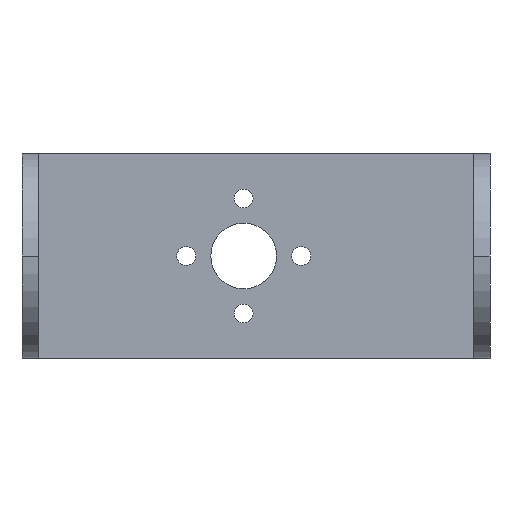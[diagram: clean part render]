
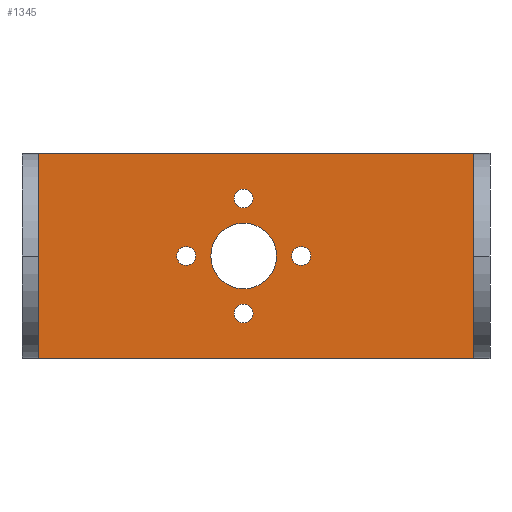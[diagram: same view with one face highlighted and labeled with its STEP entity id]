
A CAD part, front view. The second image highlights one B-rep face of the part: STEP entity #1345.
In plain terms, the highlighted planar face has unit normal (0, -1, 0).
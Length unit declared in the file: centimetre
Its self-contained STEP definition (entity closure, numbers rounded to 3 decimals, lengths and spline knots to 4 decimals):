
#5 = CARTESIAN_POINT ( 'NONE',  ( -5.4926, 4.339, 0.435 ) ) ;
#6 = VERTEX_POINT ( 'NONE', #248 ) ;
#22 = CIRCLE ( 'NONE', #904, 0.4 ) ;
#35 = CARTESIAN_POINT ( 'NONE',  ( -5.4926, 4.339, 1.835 ) ) ;
#49 = CARTESIAN_POINT ( 'NONE',  ( -7.9926, 4.339, 0. ) ) ;
#54 = DIRECTION ( 'NONE',  ( 0., 0., 1. ) ) ;
#69 = ORIENTED_EDGE ( 'NONE', *, *, #969, .T. ) ;
#71 = FACE_BOUND ( 'NONE', #1409, .T. ) ;
#77 = CARTESIAN_POINT ( 'NONE',  ( -4.7926, 4.339, 1.25 ) ) ;
#78 = FACE_BOUND ( 'NONE', #79, .T. ) ;
#79 = EDGE_LOOP ( 'NONE', ( #1237, #555 ) ) ;
#99 = VERTEX_POINT ( 'NONE', #947 ) ;
#105 = DIRECTION ( 'NONE',  ( 0., 0., 1. ) ) ;
#123 = DIRECTION ( 'NONE',  ( 0., 0., 1. ) ) ;
#139 = EDGE_CURVE ( 'NONE', #1166, #6, #1329, .T. ) ;
#141 = AXIS2_PLACEMENT_3D ( 'NONE', #550, #1521, #814 ) ;
#142 = LINE ( 'NONE', #715, #581 ) ;
#182 = ORIENTED_EDGE ( 'NONE', *, *, #962, .T. ) ;
#192 = EDGE_CURVE ( 'NONE', #907, #1511, #1093, .T. ) ;
#199 = CARTESIAN_POINT ( 'NONE',  ( -4.7926, 4.339, 1.135 ) ) ;
#207 = DIRECTION ( 'NONE',  ( 0., 1., 0. ) ) ;
#228 = PLANE ( 'NONE',  #1282 ) ;
#242 = EDGE_CURVE ( 'NONE', #596, #822, #142, .T. ) ;
#248 = CARTESIAN_POINT ( 'NONE',  ( -5.4926, 4.339, 0.665 ) ) ;
#249 = CARTESIAN_POINT ( 'NONE',  ( -5.4926, 4.339, 1.25 ) ) ;
#259 = ORIENTED_EDGE ( 'NONE', *, *, #242, .F. ) ;
#269 = DIRECTION ( 'NONE',  ( 0., 1., 0. ) ) ;
#279 = ORIENTED_EDGE ( 'NONE', *, *, #327, .T. ) ;
#296 = AXIS2_PLACEMENT_3D ( 'NONE', #1132, #993, #54 ) ;
#300 = CARTESIAN_POINT ( 'NONE',  ( -5.4926, 4.339, 1.65 ) ) ;
#302 = CIRCLE ( 'NONE', #847, 0.115 ) ;
#313 = DIRECTION ( 'NONE',  ( 0., 0., 1. ) ) ;
#316 = CARTESIAN_POINT ( 'NONE',  ( -6.1926, 4.339, 1.25 ) ) ;
#318 = CARTESIAN_POINT ( 'NONE',  ( -2.6926, 4.339, 2.5 ) ) ;
#327 = EDGE_CURVE ( 'NONE', #340, #490, #763, .T. ) ;
#340 = VERTEX_POINT ( 'NONE', #35 ) ;
#374 = CIRCLE ( 'NONE', #1403, 0.115 ) ;
#395 = CIRCLE ( 'NONE', #1276, 0.115 ) ;
#401 = EDGE_CURVE ( 'NONE', #1406, #99, #395, .T. ) ;
#415 = AXIS2_PLACEMENT_3D ( 'NONE', #1264, #1160, #1271 ) ;
#418 = CARTESIAN_POINT ( 'NONE',  ( -2.6926, 4.339, 0. ) ) ;
#431 = DIRECTION ( 'NONE',  ( 0., 0., 1. ) ) ;
#433 = DIRECTION ( 'NONE',  ( 0., 0., 1. ) ) ;
#442 = DIRECTION ( 'NONE',  ( 0., 1., 0. ) ) ;
#461 = CIRCLE ( 'NONE', #658, 0.115 ) ;
#473 = ORIENTED_EDGE ( 'NONE', *, *, #192, .T. ) ;
#481 = EDGE_LOOP ( 'NONE', ( #1338, #259, #1062, #473 ) ) ;
#485 = EDGE_CURVE ( 'NONE', #964, #1063, #1546, .T. ) ;
#490 = VERTEX_POINT ( 'NONE', #495 ) ;
#495 = CARTESIAN_POINT ( 'NONE',  ( -5.4926, 4.339, 2.065 ) ) ;
#508 = DIRECTION ( 'NONE',  ( 0., 0., 1. ) ) ;
#515 = DIRECTION ( 'NONE',  ( 1., 0., 0. ) ) ;
#546 = FACE_OUTER_BOUND ( 'NONE', #481, .T. ) ;
#550 = CARTESIAN_POINT ( 'NONE',  ( -5.4926, 4.339, 0.55 ) ) ;
#553 = VECTOR ( 'NONE', #1217, 100. ) ;
#555 = ORIENTED_EDGE ( 'NONE', *, *, #1389, .T. ) ;
#561 = ORIENTED_EDGE ( 'NONE', *, *, #139, .T. ) ;
#566 = CARTESIAN_POINT ( 'NONE',  ( -7.9926, 4.339, 0. ) ) ;
#581 = VECTOR ( 'NONE', #963, 100. ) ;
#592 = CARTESIAN_POINT ( 'NONE',  ( -7.9926, 4.339, 2.5 ) ) ;
#596 = VERTEX_POINT ( 'NONE', #318 ) ;
#603 = LINE ( 'NONE', #1349, #794 ) ;
#612 = LINE ( 'NONE', #49, #702 ) ;
#637 = AXIS2_PLACEMENT_3D ( 'NONE', #249, #1216, #508 ) ;
#641 = ORIENTED_EDGE ( 'NONE', *, *, #766, .T. ) ;
#658 = AXIS2_PLACEMENT_3D ( 'NONE', #77, #207, #431 ) ;
#701 = CARTESIAN_POINT ( 'NONE',  ( -5.4926, 4.339, 1.95 ) ) ;
#702 = VECTOR ( 'NONE', #515, 100. ) ;
#707 = EDGE_CURVE ( 'NONE', #1181, #1346, #461, .T. ) ;
#714 = CIRCLE ( 'NONE', #1334, 0.115 ) ;
#715 = CARTESIAN_POINT ( 'NONE',  ( -2.6926, 4.339, 2.5 ) ) ;
#735 = ORIENTED_EDGE ( 'NONE', *, *, #1353, .T. ) ;
#763 = CIRCLE ( 'NONE', #296, 0.115 ) ;
#766 = EDGE_CURVE ( 'NONE', #490, #340, #302, .T. ) ;
#770 = CARTESIAN_POINT ( 'NONE',  ( -4.7926, 4.339, 1.365 ) ) ;
#792 = DIRECTION ( 'NONE',  ( 0., 1., 0. ) ) ;
#794 = VECTOR ( 'NONE', #1088, 100. ) ;
#814 = DIRECTION ( 'NONE',  ( 0., 0., 1. ) ) ;
#822 = VERTEX_POINT ( 'NONE', #418 ) ;
#847 = AXIS2_PLACEMENT_3D ( 'NONE', #701, #1198, #123 ) ;
#887 = CARTESIAN_POINT ( 'NONE',  ( -7.9926, 4.339, 2.5 ) ) ;
#904 = AXIS2_PLACEMENT_3D ( 'NONE', #934, #442, #1069 ) ;
#907 = VERTEX_POINT ( 'NONE', #887 ) ;
#934 = CARTESIAN_POINT ( 'NONE',  ( -5.4926, 4.339, 1.25 ) ) ;
#947 = CARTESIAN_POINT ( 'NONE',  ( -6.1926, 4.339, 1.365 ) ) ;
#962 = EDGE_CURVE ( 'NONE', #1346, #1181, #374, .T. ) ;
#963 = DIRECTION ( 'NONE',  ( 0., 0., -1. ) ) ;
#964 = VERTEX_POINT ( 'NONE', #300 ) ;
#969 = EDGE_CURVE ( 'NONE', #99, #1406, #1500, .T. ) ;
#984 = CARTESIAN_POINT ( 'NONE',  ( -4.7926, 4.339, 1.25 ) ) ;
#993 = DIRECTION ( 'NONE',  ( 0., 1., 0. ) ) ;
#1035 = DIRECTION ( 'NONE',  ( 0., 0., 1. ) ) ;
#1053 = FACE_BOUND ( 'NONE', #1168, .T. ) ;
#1062 = ORIENTED_EDGE ( 'NONE', *, *, #1145, .F. ) ;
#1063 = VERTEX_POINT ( 'NONE', #1435 ) ;
#1069 = DIRECTION ( 'NONE',  ( 0., 0., 1. ) ) ;
#1088 = DIRECTION ( 'NONE',  ( 1., 0., 0. ) ) ;
#1093 = LINE ( 'NONE', #592, #553 ) ;
#1132 = CARTESIAN_POINT ( 'NONE',  ( -5.4926, 4.339, 1.95 ) ) ;
#1145 = EDGE_CURVE ( 'NONE', #907, #596, #603, .T. ) ;
#1153 = DIRECTION ( 'NONE',  ( 0., 1., 0. ) ) ;
#1160 = DIRECTION ( 'NONE',  ( 0., 1., 0. ) ) ;
#1161 = CARTESIAN_POINT ( 'NONE',  ( -5.4926, 4.339, 0.55 ) ) ;
#1166 = VERTEX_POINT ( 'NONE', #5 ) ;
#1168 = EDGE_LOOP ( 'NONE', ( #1528, #182 ) ) ;
#1175 = CARTESIAN_POINT ( 'NONE',  ( -7.9926, 4.339, 2.5 ) ) ;
#1181 = VERTEX_POINT ( 'NONE', #770 ) ;
#1198 = DIRECTION ( 'NONE',  ( 0., 1., 0. ) ) ;
#1216 = DIRECTION ( 'NONE',  ( 0., 1., 0. ) ) ;
#1217 = DIRECTION ( 'NONE',  ( 0., 0., -1. ) ) ;
#1237 = ORIENTED_EDGE ( 'NONE', *, *, #485, .T. ) ;
#1254 = EDGE_LOOP ( 'NONE', ( #735, #561 ) ) ;
#1264 = CARTESIAN_POINT ( 'NONE',  ( -6.1926, 4.339, 1.25 ) ) ;
#1271 = DIRECTION ( 'NONE',  ( 0., 0., 1. ) ) ;
#1272 = DIRECTION ( 'NONE',  ( 0., 1., 0. ) ) ;
#1276 = AXIS2_PLACEMENT_3D ( 'NONE', #316, #1153, #1035 ) ;
#1282 = AXIS2_PLACEMENT_3D ( 'NONE', #1175, #792, #105 ) ;
#1329 = CIRCLE ( 'NONE', #141, 0.115 ) ;
#1334 = AXIS2_PLACEMENT_3D ( 'NONE', #1161, #1272, #433 ) ;
#1338 = ORIENTED_EDGE ( 'NONE', *, *, #1486, .T. ) ;
#1345 = ADVANCED_FACE ( 'NONE', ( #1053, #1419, #71, #1397, #78, #546 ), #228, .F. ) ;
#1346 = VERTEX_POINT ( 'NONE', #199 ) ;
#1349 = CARTESIAN_POINT ( 'NONE',  ( -7.9926, 4.339, 2.5 ) ) ;
#1353 = EDGE_CURVE ( 'NONE', #6, #1166, #714, .T. ) ;
#1389 = EDGE_CURVE ( 'NONE', #1063, #964, #22, .T. ) ;
#1397 = FACE_BOUND ( 'NONE', #1518, .T. ) ;
#1403 = AXIS2_PLACEMENT_3D ( 'NONE', #984, #269, #313 ) ;
#1406 = VERTEX_POINT ( 'NONE', #1508 ) ;
#1409 = EDGE_LOOP ( 'NONE', ( #69, #1439 ) ) ;
#1419 = FACE_BOUND ( 'NONE', #1254, .T. ) ;
#1435 = CARTESIAN_POINT ( 'NONE',  ( -5.4926, 4.339, 0.85 ) ) ;
#1439 = ORIENTED_EDGE ( 'NONE', *, *, #401, .T. ) ;
#1486 = EDGE_CURVE ( 'NONE', #1511, #822, #612, .T. ) ;
#1500 = CIRCLE ( 'NONE', #415, 0.115 ) ;
#1508 = CARTESIAN_POINT ( 'NONE',  ( -6.1926, 4.339, 1.135 ) ) ;
#1511 = VERTEX_POINT ( 'NONE', #566 ) ;
#1518 = EDGE_LOOP ( 'NONE', ( #641, #279 ) ) ;
#1521 = DIRECTION ( 'NONE',  ( 0., 1., 0. ) ) ;
#1528 = ORIENTED_EDGE ( 'NONE', *, *, #707, .T. ) ;
#1546 = CIRCLE ( 'NONE', #637, 0.4 ) ;
